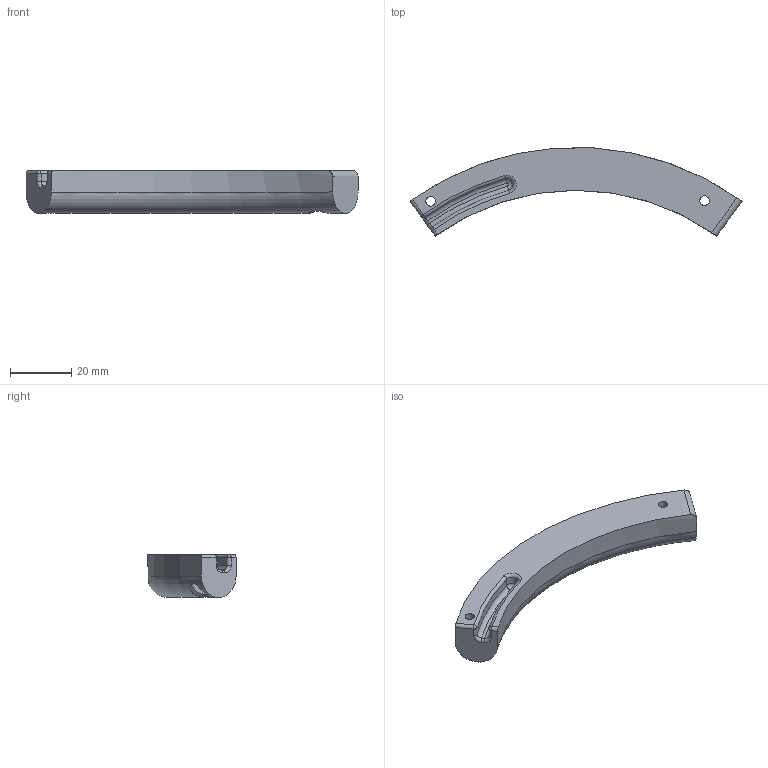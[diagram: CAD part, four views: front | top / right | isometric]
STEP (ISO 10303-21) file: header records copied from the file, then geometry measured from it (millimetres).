
FILE_DESCRIPTION(('FreeCAD Model'),'2;1');
FILE_NAME('Open CASCADE Shape Model','2023-08-26T17:29:02',(''),(''), 'Open CASCADE STEP processor 7.6','FreeCAD','Unknown');
FILE_SCHEMA(('AUTOMOTIVE_DESIGN { 1 0 10303 214 1 1 1 1 }'));
Length unit declared in the file: millimetre
Products named in the file (1): Body
Bounding box: 108.24 x 28.74 x 14 mm (x, y, z)
Volume: 17482.7 mm3; surface area: 6256.9 mm2
Topology: 1 solids, 1 shells, 34 faces, 76 edges, 44 vertices
Faces by surface type: cylinder 15, plane 6, torus 6, bspline 6, revolution 1
Full cylindrical faces by diameter (mm): 3.1 x2, 6 x2
Entity records: 3891 total; most frequent: CARTESIAN_POINT 2404, DIRECTION 263, ORIENTED_EDGE 148, PCURVE 148, DEFINITIONAL_REPRESENTATION 148, LINE 128, VECTOR 128, EDGE_CURVE 74
